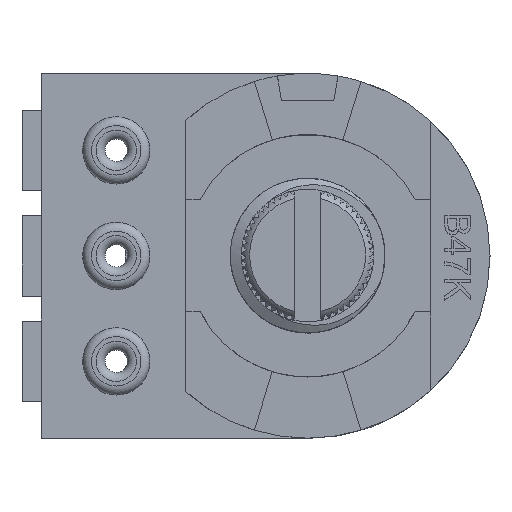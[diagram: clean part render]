
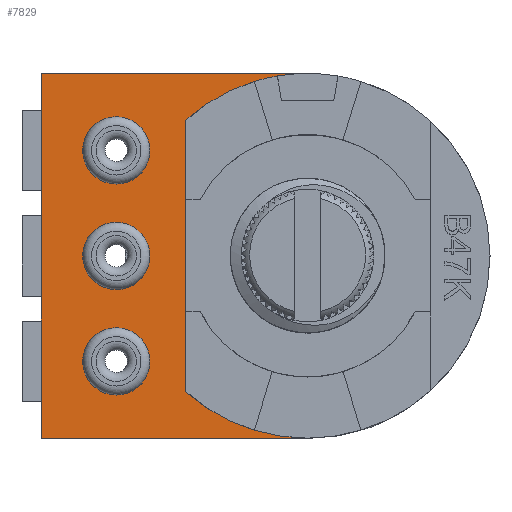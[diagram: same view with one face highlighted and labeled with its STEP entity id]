
A CAD part, top view. The second image highlights one B-rep face of the part: STEP entity #7829.
In plain terms, the highlighted planar face has unit normal (0, 0, 1).
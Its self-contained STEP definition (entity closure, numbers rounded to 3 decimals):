
#111=FACE_BOUND('',#1449,.T.);
#112=FACE_BOUND('',#1450,.T.);
#113=FACE_BOUND('',#1451,.T.);
#434=PLANE('',#8380);
#466=CIRCLE('',#8038,1.5);
#467=CIRCLE('',#8039,1.5);
#474=CIRCLE('',#8050,1.5);
#475=CIRCLE('',#8051,1.5);
#482=CIRCLE('',#8062,1.5);
#483=CIRCLE('',#8063,1.5);
#487=CIRCLE('',#8069,8.125);
#496=CIRCLE('',#8078,8.125);
#1016=FACE_OUTER_BOUND('',#1448,.T.);
#1448=EDGE_LOOP('',(#7366,#7367,#7368,#7369,#7370,#7371));
#1449=EDGE_LOOP('',(#7372,#7373));
#1450=EDGE_LOOP('',(#7374,#7375));
#1451=EDGE_LOOP('',(#7376,#7377));
#2425=LINE('',#15076,#3175);
#2426=LINE('',#15080,#3176);
#2427=LINE('',#15082,#3177);
#2428=LINE('',#15083,#3178);
#3175=VECTOR('',#10195,10.);
#3176=VECTOR('',#10200,10.);
#3177=VECTOR('',#10201,10.);
#3178=VECTOR('',#10202,10.);
#3562=VERTEX_POINT('',#12517);
#3563=VERTEX_POINT('',#12519);
#3568=VERTEX_POINT('',#12536);
#3569=VERTEX_POINT('',#12538);
#3574=VERTEX_POINT('',#12555);
#3575=VERTEX_POINT('',#12557);
#3580=VERTEX_POINT('',#12570);
#3581=VERTEX_POINT('',#12572);
#3598=VERTEX_POINT('',#12607);
#3599=VERTEX_POINT('',#12609);
#3944=VERTEX_POINT('',#15079);
#3945=VERTEX_POINT('',#15081);
#4510=EDGE_CURVE('',#3563,#3562,#466,.T.);
#4511=EDGE_CURVE('',#3562,#3563,#467,.T.);
#4519=EDGE_CURVE('',#3569,#3568,#474,.T.);
#4520=EDGE_CURVE('',#3568,#3569,#475,.T.);
#4528=EDGE_CURVE('',#3575,#3574,#482,.T.);
#4529=EDGE_CURVE('',#3574,#3575,#483,.T.);
#4535=EDGE_CURVE('',#3581,#3580,#487,.T.);
#4554=EDGE_CURVE('',#3599,#3598,#496,.T.);
#5090=EDGE_CURVE('',#3598,#3581,#2425,.T.);
#5091=EDGE_CURVE('',#3580,#3944,#2426,.T.);
#5092=EDGE_CURVE('',#3944,#3945,#2427,.T.);
#5093=EDGE_CURVE('',#3945,#3599,#2428,.T.);
#7366=ORIENTED_EDGE('',*,*,#4554,.T.);
#7367=ORIENTED_EDGE('',*,*,#5090,.T.);
#7368=ORIENTED_EDGE('',*,*,#4535,.T.);
#7369=ORIENTED_EDGE('',*,*,#5091,.T.);
#7370=ORIENTED_EDGE('',*,*,#5092,.T.);
#7371=ORIENTED_EDGE('',*,*,#5093,.T.);
#7372=ORIENTED_EDGE('',*,*,#4528,.T.);
#7373=ORIENTED_EDGE('',*,*,#4529,.T.);
#7374=ORIENTED_EDGE('',*,*,#4519,.T.);
#7375=ORIENTED_EDGE('',*,*,#4520,.T.);
#7376=ORIENTED_EDGE('',*,*,#4510,.T.);
#7377=ORIENTED_EDGE('',*,*,#4511,.T.);
#7829=ADVANCED_FACE('',(#1016,#111,#112,#113),#434,.T.);
#8038=AXIS2_PLACEMENT_3D('',#12520,#9189,#9190);
#8039=AXIS2_PLACEMENT_3D('',#12521,#9191,#9192);
#8050=AXIS2_PLACEMENT_3D('',#12539,#9214,#9215);
#8051=AXIS2_PLACEMENT_3D('',#12540,#9216,#9217);
#8062=AXIS2_PLACEMENT_3D('',#12558,#9239,#9240);
#8063=AXIS2_PLACEMENT_3D('',#12559,#9241,#9242);
#8069=AXIS2_PLACEMENT_3D('',#12573,#9255,#9256);
#8078=AXIS2_PLACEMENT_3D('',#12610,#9283,#9284);
#8380=AXIS2_PLACEMENT_3D('',#15078,#10198,#10199);
#9189=DIRECTION('center_axis',(0.,0.,-1.));
#9190=DIRECTION('ref_axis',(-1.,0.,0.));
#9191=DIRECTION('center_axis',(0.,0.,-1.));
#9192=DIRECTION('ref_axis',(-1.,0.,0.));
#9214=DIRECTION('center_axis',(0.,0.,-1.));
#9215=DIRECTION('ref_axis',(-1.,0.,0.));
#9216=DIRECTION('center_axis',(0.,0.,-1.));
#9217=DIRECTION('ref_axis',(-1.,0.,0.));
#9239=DIRECTION('center_axis',(0.,0.,-1.));
#9240=DIRECTION('ref_axis',(-1.,0.,0.));
#9241=DIRECTION('center_axis',(0.,0.,-1.));
#9242=DIRECTION('ref_axis',(-1.,0.,0.));
#9255=DIRECTION('center_axis',(0.,0.,-1.));
#9256=DIRECTION('ref_axis',(0.,-1.,0.));
#9283=DIRECTION('center_axis',(0.,0.,-1.));
#9284=DIRECTION('ref_axis',(0.,1.,0.));
#10195=DIRECTION('',(0.,1.,0.));
#10198=DIRECTION('center_axis',(0.,0.,1.));
#10199=DIRECTION('ref_axis',(-1.,0.,0.));
#10200=DIRECTION('',(-1.,0.,0.));
#10201=DIRECTION('',(0.,-1.,0.));
#10202=DIRECTION('',(1.,0.,0.));
#12517=CARTESIAN_POINT('',(-10.025,4.7,7.15));
#12519=CARTESIAN_POINT('',(-7.025,4.7,7.15));
#12520=CARTESIAN_POINT('Origin',(-8.525,4.7,7.15));
#12521=CARTESIAN_POINT('Origin',(-8.525,4.7,7.15));
#12536=CARTESIAN_POINT('',(-10.025,0.,7.15));
#12538=CARTESIAN_POINT('',(-7.025,0.,7.15));
#12539=CARTESIAN_POINT('Origin',(-8.525,0.,7.15));
#12540=CARTESIAN_POINT('Origin',(-8.525,0.,7.15));
#12555=CARTESIAN_POINT('',(-10.025,-4.7,7.15));
#12557=CARTESIAN_POINT('',(-7.025,-4.7,7.15));
#12558=CARTESIAN_POINT('Origin',(-8.525,-4.7,7.15));
#12559=CARTESIAN_POINT('Origin',(-8.525,-4.7,7.15));
#12570=CARTESIAN_POINT('',(0.,8.125,7.15));
#12572=CARTESIAN_POINT('',(-5.425,6.049,7.15));
#12573=CARTESIAN_POINT('Origin',(0.,0.,7.15));
#12607=CARTESIAN_POINT('',(-5.425,-6.049,7.15));
#12609=CARTESIAN_POINT('',(0.,-8.125,7.15));
#12610=CARTESIAN_POINT('Origin',(0.,0.,7.15));
#15076=CARTESIAN_POINT('',(-5.425,3.024,7.15));
#15078=CARTESIAN_POINT('Origin',(0.,0.,7.15));
#15079=CARTESIAN_POINT('',(-11.875,8.125,7.15));
#15080=CARTESIAN_POINT('',(0.,8.125,7.15));
#15081=CARTESIAN_POINT('',(-11.875,-8.125,7.15));
#15082=CARTESIAN_POINT('',(-11.875,8.125,7.15));
#15083=CARTESIAN_POINT('',(-11.875,-8.125,7.15));
